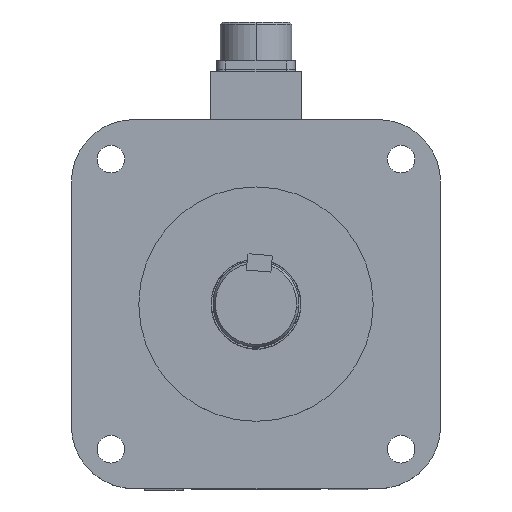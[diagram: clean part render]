
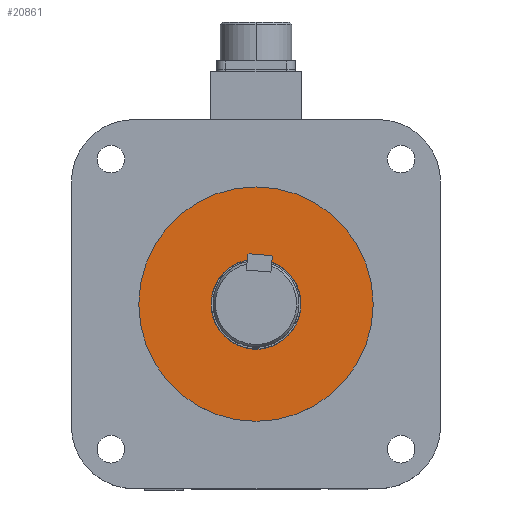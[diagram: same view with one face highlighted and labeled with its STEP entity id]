
A CAD part, top view. The second image highlights one B-rep face of the part: STEP entity #20861.
In plain terms, the highlighted planar face has unit normal (0, 0, 1).
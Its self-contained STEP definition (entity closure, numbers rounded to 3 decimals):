
#878 = EDGE_CURVE ( 'NONE', #39595, #36725, #24401, .T. ) ;
#1926 = EDGE_CURVE ( 'NONE', #36725, #39595, #17374, .T. ) ;
#4766 = ORIENTED_EDGE ( 'NONE', *, *, #1926, .T. ) ;
#8555 = EDGE_LOOP ( 'NONE', ( #45594, #4766 ) ) ;
#10036 = FACE_OUTER_BOUND ( 'NONE', #8555, .T. ) ;
#11656 = CARTESIAN_POINT ( 'NONE',  ( 0., 0., 21.2 ) ) ;
#15282 = DIRECTION ( 'NONE',  ( 1., 0., 0. ) ) ;
#17374 = CIRCLE ( 'NONE', #40061, 57.15 ) ;
#20324 = CARTESIAN_POINT ( 'NONE',  ( 0., 0., 21.2 ) ) ;
#20861 = ADVANCED_FACE ( 'NONE', ( #10036 ), #38237, .T. ) ;
#21157 = CARTESIAN_POINT ( 'NONE',  ( 0., 0., 21.2 ) ) ;
#22834 = AXIS2_PLACEMENT_3D ( 'NONE', #20324, #45736, #23974 ) ;
#23974 = DIRECTION ( 'NONE',  ( 1., 0., 0. ) ) ;
#24401 = CIRCLE ( 'NONE', #31775, 57.15 ) ;
#24806 = DIRECTION ( 'NONE',  ( 1., 0., 0. ) ) ;
#31696 = CARTESIAN_POINT ( 'NONE',  ( 57.15, 0., 21.2 ) ) ;
#31775 = AXIS2_PLACEMENT_3D ( 'NONE', #11656, #37033, #15282 ) ;
#35810 = CARTESIAN_POINT ( 'NONE',  ( -57.15, 0., 21.2 ) ) ;
#36725 = VERTEX_POINT ( 'NONE', #31696 ) ;
#37033 = DIRECTION ( 'NONE',  ( 0., 0., 1. ) ) ;
#38237 = PLANE ( 'NONE',  #22834 ) ;
#39595 = VERTEX_POINT ( 'NONE', #35810 ) ;
#40061 = AXIS2_PLACEMENT_3D ( 'NONE', #21157, #46588, #24806 ) ;
#45594 = ORIENTED_EDGE ( 'NONE', *, *, #878, .T. ) ;
#45736 = DIRECTION ( 'NONE',  ( 0., 0., 1. ) ) ;
#46588 = DIRECTION ( 'NONE',  ( 0., 0., 1. ) ) ;
